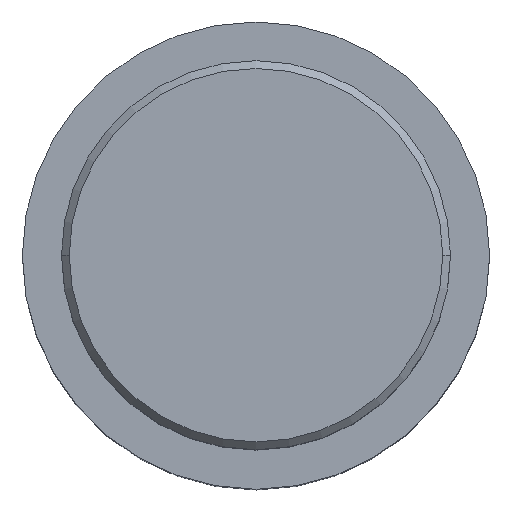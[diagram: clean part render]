
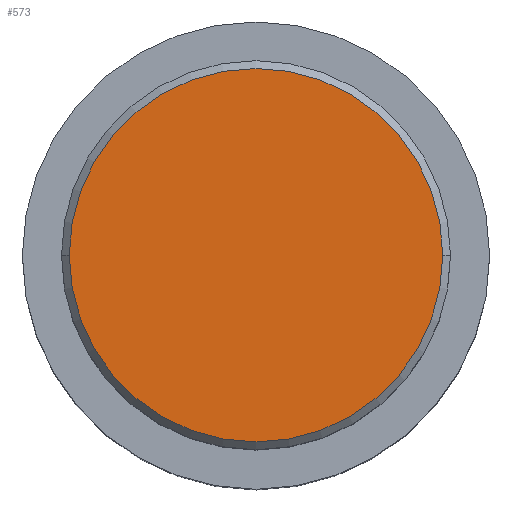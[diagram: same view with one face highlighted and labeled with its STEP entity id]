
A CAD part, top view. The second image highlights one B-rep face of the part: STEP entity #573.
In plain terms, the highlighted planar face has unit normal (0, 0, 1).
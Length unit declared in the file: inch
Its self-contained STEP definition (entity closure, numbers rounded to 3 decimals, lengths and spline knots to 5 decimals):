
#28 = CARTESIAN_POINT ( 'NONE',  ( 0.23975, 0., 2.62 ) ) ;
#63 = AXIS2_PLACEMENT_3D ( 'NONE', #702, #452, #75 ) ;
#65 = EDGE_LOOP ( 'NONE', ( #476, #373 ) ) ;
#73 = EDGE_CURVE ( 'NONE', #306, #530, #524, .T. ) ;
#75 = DIRECTION ( 'NONE',  ( 1., 0., 0. ) ) ;
#155 = DIRECTION ( 'NONE',  ( 0., 0., 1. ) ) ;
#166 = EDGE_CURVE ( 'NONE', #530, #306, #422, .T. ) ;
#275 = DIRECTION ( 'NONE',  ( 1., 0., 0. ) ) ;
#305 = AXIS2_PLACEMENT_3D ( 'NONE', #779, #318, #723 ) ;
#306 = VERTEX_POINT ( 'NONE', #28 ) ;
#318 = DIRECTION ( 'NONE',  ( 0., 0., 1. ) ) ;
#373 = ORIENTED_EDGE ( 'NONE', *, *, #73, .T. ) ;
#422 = CIRCLE ( 'NONE', #676, 0.23975 ) ;
#452 = DIRECTION ( 'NONE',  ( 0., 0., 1. ) ) ;
#476 = ORIENTED_EDGE ( 'NONE', *, *, #166, .T. ) ;
#495 = CARTESIAN_POINT ( 'NONE',  ( -0.23975, 0., 2.62 ) ) ;
#524 = CIRCLE ( 'NONE', #305, 0.23975 ) ;
#530 = VERTEX_POINT ( 'NONE', #495 ) ;
#544 = CARTESIAN_POINT ( 'NONE',  ( 0., 0., 2.62 ) ) ;
#573 = ADVANCED_FACE ( 'NONE', ( #753 ), #835, .T. ) ;
#676 = AXIS2_PLACEMENT_3D ( 'NONE', #544, #155, #275 ) ;
#702 = CARTESIAN_POINT ( 'NONE',  ( 0., 0., 2.62 ) ) ;
#723 = DIRECTION ( 'NONE',  ( 1., 0., 0. ) ) ;
#753 = FACE_OUTER_BOUND ( 'NONE', #65, .T. ) ;
#779 = CARTESIAN_POINT ( 'NONE',  ( 0., 0., 2.62 ) ) ;
#835 = PLANE ( 'NONE',  #63 ) ;
